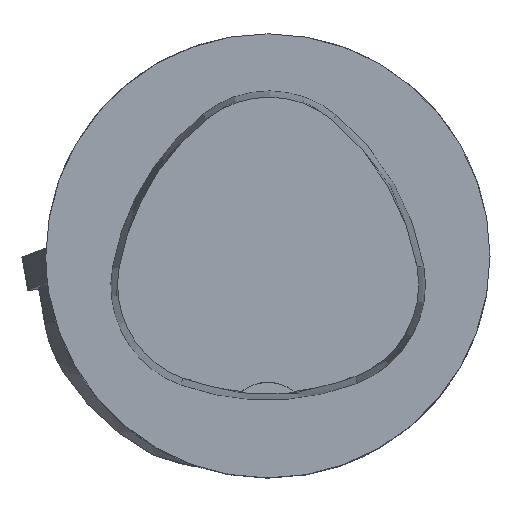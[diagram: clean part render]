
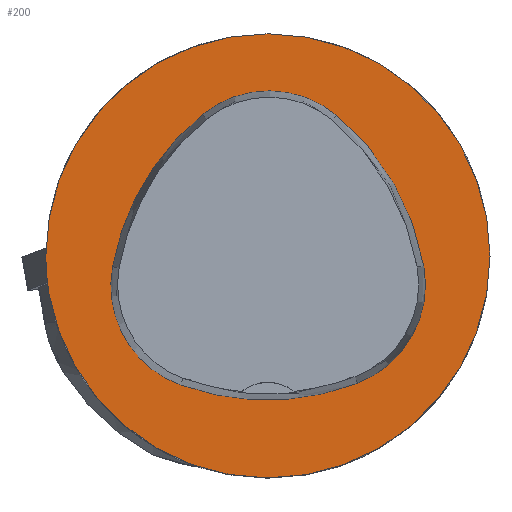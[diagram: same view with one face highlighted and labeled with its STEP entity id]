
A CAD part, top view. The second image highlights one B-rep face of the part: STEP entity #200.
In plain terms, the highlighted planar face has unit normal (0, 0, 1).
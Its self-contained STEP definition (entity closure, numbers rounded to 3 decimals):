
#109=FACE_BOUND('',#323,.T.);
#110=FACE_BOUND('',#324,.T.);
#135=PLANE('',#1136);
#200=ADVANCED_FACE('',(#109,#110),#135,.T.);
#323=EDGE_LOOP('',(#519,#520,#521,#522,#523,#524));
#324=EDGE_LOOP('',(#525));
#384=CIRCLE('',#1108,31.5);
#385=CIRCLE('',#1114,36.);
#387=CIRCLE('',#1117,15.);
#389=CIRCLE('',#1120,36.);
#391=CIRCLE('',#1123,15.);
#395=CIRCLE('',#1128,36.);
#397=CIRCLE('',#1131,15.);
#519=ORIENTED_EDGE('',*,*,#833,.T.);
#520=ORIENTED_EDGE('',*,*,#813,.T.);
#521=ORIENTED_EDGE('',*,*,#817,.T.);
#522=ORIENTED_EDGE('',*,*,#820,.T.);
#523=ORIENTED_EDGE('',*,*,#823,.T.);
#524=ORIENTED_EDGE('',*,*,#831,.T.);
#525=ORIENTED_EDGE('',*,*,#804,.F.);
#708=VERTEX_POINT('',#1663);
#717=VERTEX_POINT('',#1682);
#718=VERTEX_POINT('',#1683);
#721=VERTEX_POINT('',#1691);
#723=VERTEX_POINT('',#1697);
#725=VERTEX_POINT('',#1703);
#732=VERTEX_POINT('',#1724);
#804=EDGE_CURVE('',#708,#708,#384,.T.);
#813=EDGE_CURVE('',#717,#718,#385,.T.);
#817=EDGE_CURVE('',#718,#721,#387,.T.);
#820=EDGE_CURVE('',#721,#723,#389,.T.);
#823=EDGE_CURVE('',#723,#725,#391,.T.);
#831=EDGE_CURVE('',#725,#732,#395,.T.);
#833=EDGE_CURVE('',#732,#717,#397,.T.);
#1108=AXIS2_PLACEMENT_3D('',#1662,#1284,#1285);
#1114=AXIS2_PLACEMENT_3D('',#1681,#1300,#1301);
#1117=AXIS2_PLACEMENT_3D('',#1690,#1308,#1309);
#1120=AXIS2_PLACEMENT_3D('',#1696,#1315,#1316);
#1123=AXIS2_PLACEMENT_3D('',#1702,#1322,#1323);
#1128=AXIS2_PLACEMENT_3D('',#1725,#1334,#1335);
#1131=AXIS2_PLACEMENT_3D('',#1728,#1340,#1341);
#1136=AXIS2_PLACEMENT_3D('',#1733,#1350,#1351);
#1284=DIRECTION('',(0.,0.,-1.));
#1285=DIRECTION('',(-1.,0.,0.));
#1300=DIRECTION('',(0.,0.,-1.));
#1301=DIRECTION('',(-1.,0.,0.));
#1308=DIRECTION('',(0.,0.,-1.));
#1309=DIRECTION('',(-1.,0.,0.));
#1315=DIRECTION('',(0.,0.,-1.));
#1316=DIRECTION('',(-1.,0.,0.));
#1322=DIRECTION('',(0.,0.,-1.));
#1323=DIRECTION('',(-1.,0.,0.));
#1334=DIRECTION('',(0.,0.,-1.));
#1335=DIRECTION('',(-1.,0.,0.));
#1340=DIRECTION('',(0.,0.,-1.));
#1341=DIRECTION('',(-1.,0.,0.));
#1350=DIRECTION('',(0.,0.,1.));
#1351=DIRECTION('',(-1.,0.,0.));
#1662=CARTESIAN_POINT('',(0.,0.,
0.));
#1663=CARTESIAN_POINT('',(-31.5,0.,0.));
#1681=CARTESIAN_POINT('',(13.398,-7.893,0.));
#1682=CARTESIAN_POINT('',(-22.041,-1.562,0.));
#1683=CARTESIAN_POINT('',(-9.317,20.036,0.));
#1690=CARTESIAN_POINT('',(0.148,8.399,0.));
#1691=CARTESIAN_POINT('',(9.779,19.898,0.));
#1696=CARTESIAN_POINT('',(-13.337,-7.7,0.));
#1697=CARTESIAN_POINT('',(22.122,-1.48,0.));
#1702=CARTESIAN_POINT('',(7.347,-4.071,0.));
#1703=CARTESIAN_POINT('',(12.693,-18.087,0.));
#1724=CARTESIAN_POINT('',(-12.373,-18.307,0.));
#1725=CARTESIAN_POINT('',(-0.137,15.55,0.));
#1728=CARTESIAN_POINT('',(-7.275,-4.2,0.));
#1733=CARTESIAN_POINT('',(0.,0.,
0.));
